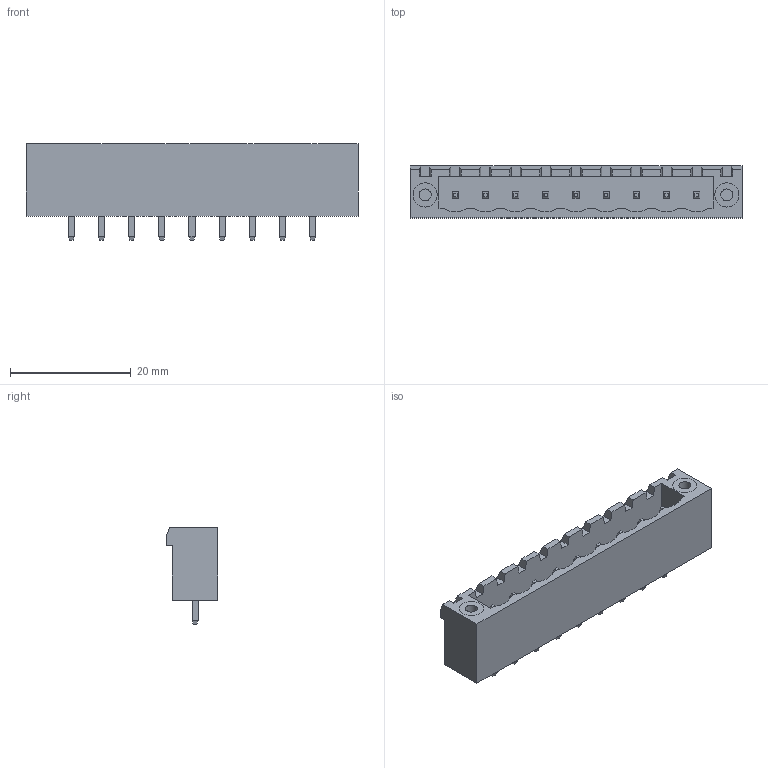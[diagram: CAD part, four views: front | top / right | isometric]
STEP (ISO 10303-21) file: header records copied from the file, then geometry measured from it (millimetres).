
FILE_DESCRIPTION(/* description */ ('model of PhoenixContact_MSTBV-GF_09x5.00mm_Vertical_ThreadedFlange.'),/* implementation_level */ FILE_NAME(/* name */ 'PhoenixContact_MSTBV-GF_09x5.00mm_Vertical_ThreadedFlange..stp',/* time_stamp */ '2017-02-27T16:20:40',/* author */ ('Rene Poeschl',''),/* organization */ (''),/* preprocessor_version */ '',/* originating_system */ '',/* authorisation */ '');
FILE_NAME(/* name */ 'PhoenixContact_MSTBV-GF_09x5.00mm_Vertical_ThreadedFlange..stp',/* time_stamp */ '2017-02-27T16:20:40',/* author */ ('Rene Poeschl',''),/* organization */ (''),/* preprocessor_version */ '',/* originating_system */ '',/* authorisation */ '');
FILE_SCHEMA(('AUTOMOTIVE_DESIGN_CC2 { 1 2 10303 214 -1 1 5 4 }'));
Length unit declared in the file: millimetre
Products named in the file (1): MSTBV_01x09_GF_5_00mm
Bounding box: 55 x 8.6 x 16 mm (x, y, z)
Volume: 3005.7 mm3; surface area: 3730.6 mm2
Topology: 1 solids, 1 shells, 254 faces, 598 edges, 368 vertices
Faces by surface type: plane 243, cylinder 11
Full cylindrical faces by diameter (mm): 2 x2
Entity records: 16426 total; most frequent: CARTESIAN_POINT 2641, DIRECTION 2134, LINE 1556, VECTOR 1556, ORIENTED_EDGE 1196, PCURVE 1196, DEFINITIONAL_REPRESENTATION 1196, EDGE_CURVE 598
